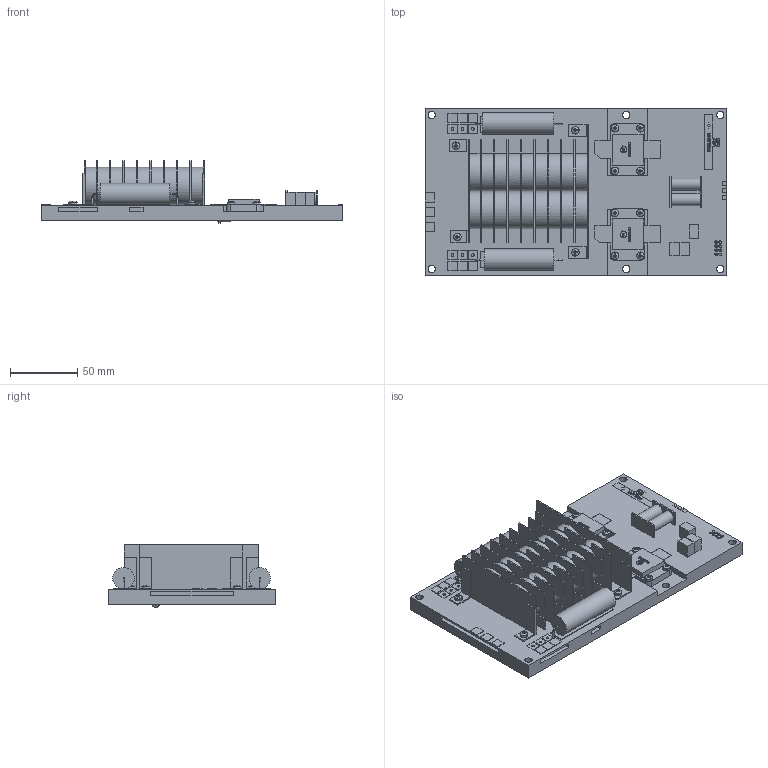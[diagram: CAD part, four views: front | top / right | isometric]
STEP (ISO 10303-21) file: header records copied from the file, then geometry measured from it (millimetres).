
FILE_DESCRIPTION(('STEP AP242'), '1');
FILE_NAME('Ì421354', '', ('UNSPECIFIED'), ('UNSPECIFIED'), 'C3D Converter', 'C3D Toolkit', '');
FILE_SCHEMA(('AP242_MANAGED_MODEL_BASED_3D_ENGINEERING_MIM_LF { 1 0 10303 442 1 1 4 }'));
Length unit declared in the file: millimetre
Assembly tree (18 placements, depth 2):
  (unnamed)
    (unnamed)
    (unnamed)  x2
    (unnamed)
    (unnamed)  x14
Bounding box: 225 x 125 x 46.8 mm (x, y, z)
Volume: 468577.2 mm3; surface area: 139487.4 mm2
Topology: 19 solids, 19 shells, 1416 faces, 3687 edges, 2417 vertices
Faces by surface type: plane 853, extrusion 302, cylinder 159, bspline 56, torus 32, sphere 14
Full cylindrical faces by diameter (mm): 0.819 x3, 1 x12, 2 x14, 3 x22, 3.1 x16, 5.5 x6, 5.6 x14, 9 x2, 16 x2
Entity records: 29884 total; most frequent: CARTESIAN_POINT 5976, ORIENTED_EDGE 4486, DIRECTION 3802, EDGE_CURVE 2243, VECTOR 1748, LINE 1564, VERTEX_POINT 1512, EDGE_LOOP 1097
